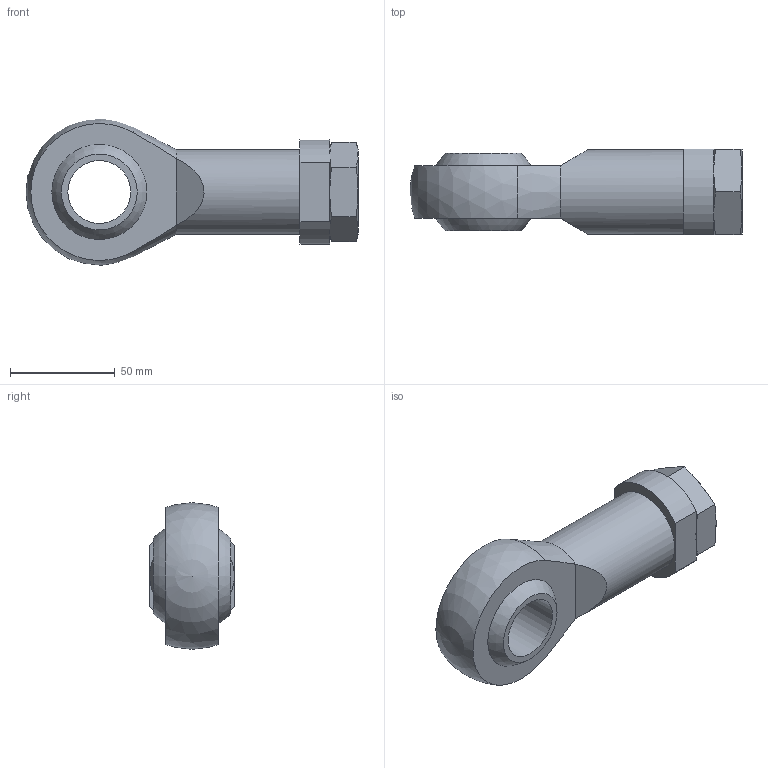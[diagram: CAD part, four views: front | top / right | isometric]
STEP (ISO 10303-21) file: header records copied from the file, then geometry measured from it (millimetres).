
FILE_DESCRIPTION(/* description */ ('STEP AP214'),/* implementation_level */ '2;1');
FILE_NAME(/* name */ '195586_CRSGS-M27X2',/* time_stamp */ '2024-08-09T15:01:31+02:00',/* author */ ('License CC BY-ND 4.0'),/* organization */ ('CADENAS'),/* preprocessor_version */ 'ST-DEVELOPER v19.3',/* originating_system */ 'PARTsolutions',/* authorisation */ ' ');
FILE_SCHEMA (('AUTOMOTIVE_DESIGN {1 0 10303 214 3 1 1}'));
Length unit declared in the file: millimetre
Products named in the file (3): 195586 CRSGS-M27x2---(0); 195586 CRSGS-M27x2---(K_0); DIN-439-B - M27x2(F)
Assembly tree (2 placements, depth 2):
  195586 CRSGS-M27x2---(0)
    195586 CRSGS-M27x2---(K_0)
    DIN-439-B - M27x2(F)
Bounding box: 158.5 x 41 x 69.97 mm (x, y, z)
Volume: 170700.1 mm3; surface area: 36409.3 mm2
Topology: 2 solids, 2 shells, 35 faces, 79 edges, 50 vertices
Faces by surface type: plane 18, cone 8, cylinder 6, sphere 3
Full cylindrical faces by diameter (mm): 23.752 x1, 24.835 x1, 30 x1, 40.4 x1
Entity records: 978 total; most frequent: CARTESIAN_POINT 207, DIRECTION 148, ORIENTED_EDGE 120, AXIS2_PLACEMENT_3D 66, EDGE_CURVE 60, FACE_BOUND 55, EDGE_LOOP 54, VERTEX_POINT 45
